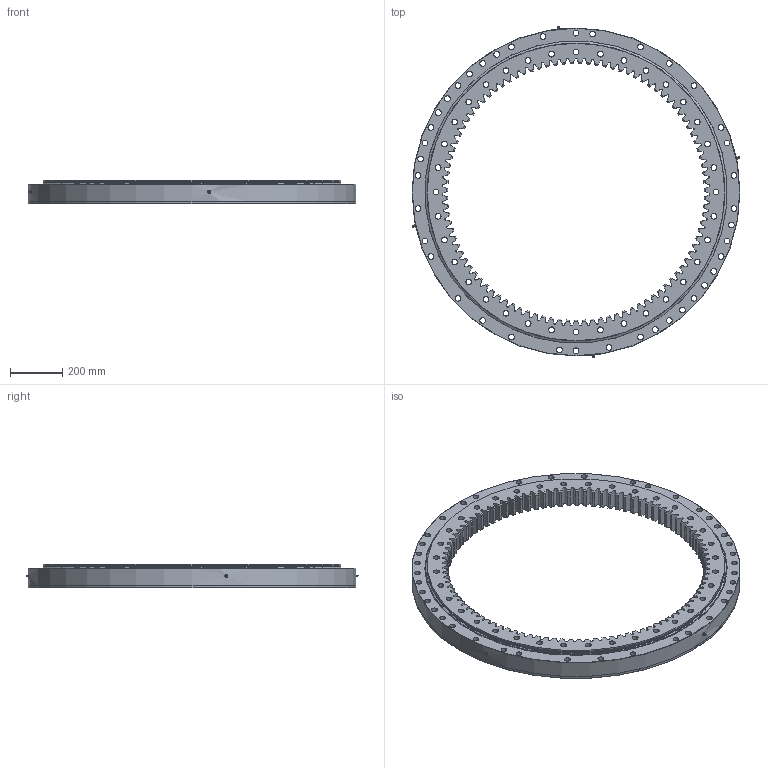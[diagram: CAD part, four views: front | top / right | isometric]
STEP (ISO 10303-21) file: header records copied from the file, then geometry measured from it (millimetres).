
FILE_DESCRIPTION (( 'STEP AP214' ), '1' );
FILE_NAME ('I.1251.25.12.D.1-RV.STEP', '2020-05-13T10:36:38', ( '' ), ( '' ), 'SwSTEP 2.0', 'SolidWorks 2016', '' );
FILE_SCHEMA (( 'AUTOMOTIVE_DESIGN' ));
Length unit declared in the file: millimetre
Products named in the file (7): I.1251.25.12.D.1-RV - IR Seal; I.1251.25.12.D.1-RV - OR Seal; I.1251.25.12.D.1-RV - OR; Roller L25; Grease nipple M10x1mm; I.1251.25.12.D.1-RV - IR; I.1251.25.12.D.1-RV
Assembly tree (80 placements, depth 2):
  I.1251.25.12.D.1-RV
    I.1251.25.12.D.1-RV - IR
    I.1251.25.12.D.1-RV - OR
    I.1251.25.12.D.1-RV - IR Seal
    I.1251.25.12.D.1-RV - OR Seal
    Roller L25  x72
    Grease nipple M10x1mm  x4
Bounding box: 1251 x 1266.55 x 91 mm (x, y, z)
Volume: 32265141.2 mm3; surface area: 3156324.4 mm2
Topology: 80 solids, 80 shells, 1020 faces, 2389 edges, 1543 vertices
Faces by surface type: cylinder 281, cone 266, plane 210, torus 162, bspline 101
Full cylindrical faces by diameter (mm): 3 x4, 4 x4, 9 x4, 10 x4, 22 x76, 25 x72, 1102.645 x1, 1122 x2, 1135 x1, 1136 x3, 1142 x3, 1156 x2, 1250 x1, 1251 x1
Entity records: 44346 total; most frequent: CARTESIAN_POINT 29550, ORIENTED_EDGE 3032, DIRECTION 2648, EDGE_CURVE 1516, AXIS2_PLACEMENT_3D 1214, VERTEX_POINT 1082, EDGE_LOOP 892, FACE_OUTER_BOUND 697
